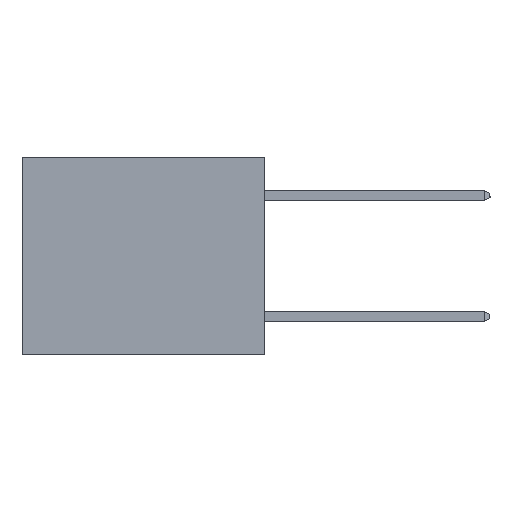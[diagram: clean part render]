
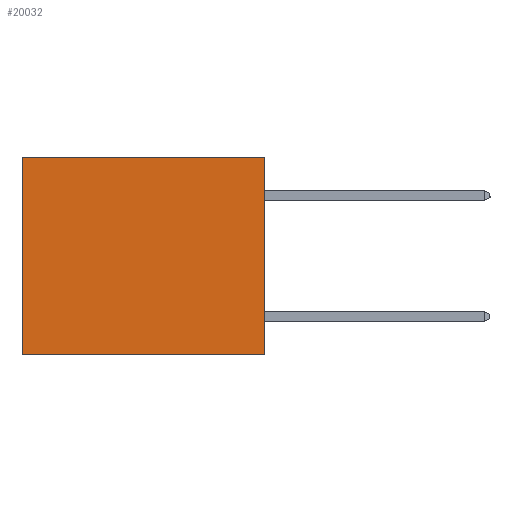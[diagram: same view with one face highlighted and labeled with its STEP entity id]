
A CAD part, left-side view. The second image highlights one B-rep face of the part: STEP entity #20032.
In plain terms, the highlighted planar face has unit normal (-1, 0, 0).
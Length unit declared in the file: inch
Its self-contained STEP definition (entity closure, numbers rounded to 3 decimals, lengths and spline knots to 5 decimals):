
#1241 = DIRECTION ( 'NONE',  ( 1., 0., 0. ) ) ;
#1567 = LINE ( 'NONE', #12774, #18189 ) ;
#1606 = CARTESIAN_POINT ( 'NONE',  ( 0.3165, 0.6, -0.49 ) ) ;
#1837 = LINE ( 'NONE', #16180, #12864 ) ;
#2894 = PLANE ( 'NONE',  #18631 ) ;
#3032 = DIRECTION ( 'NONE',  ( 0., 1., 0. ) ) ;
#5238 = VECTOR ( 'NONE', #3032, 39.37008 ) ;
#5599 = VECTOR ( 'NONE', #15698, 39.37008 ) ;
#6221 = VERTEX_POINT ( 'NONE', #14124 ) ;
#6877 = EDGE_CURVE ( 'NONE', #13715, #8840, #18804, .T. ) ;
#7229 = EDGE_CURVE ( 'NONE', #6221, #13715, #1837, .T. ) ;
#7750 = CARTESIAN_POINT ( 'NONE',  ( 0.3165, 0., -0.49 ) ) ;
#8840 = VERTEX_POINT ( 'NONE', #1606 ) ;
#9301 = ORIENTED_EDGE ( 'NONE', *, *, #10809, .T. ) ;
#9726 = CARTESIAN_POINT ( 'NONE',  ( 0.3165, 0.6, 0. ) ) ;
#10299 = ORIENTED_EDGE ( 'NONE', *, *, #6877, .F. ) ;
#10809 = EDGE_CURVE ( 'NONE', #6221, #18044, #1567, .T. ) ;
#11278 = CARTESIAN_POINT ( 'NONE',  ( 0.3165, 0., -0.49 ) ) ;
#12774 = CARTESIAN_POINT ( 'NONE',  ( 0.3165, 0., 0. ) ) ;
#12844 = DIRECTION ( 'NONE',  ( 0., 1., 0. ) ) ;
#12860 = CARTESIAN_POINT ( 'NONE',  ( 0.3165, 0., -0.49 ) ) ;
#12864 = VECTOR ( 'NONE', #19470, 39.37008 ) ;
#13334 = FACE_OUTER_BOUND ( 'NONE', #16926, .T. ) ;
#13715 = VERTEX_POINT ( 'NONE', #7750 ) ;
#14124 = CARTESIAN_POINT ( 'NONE',  ( 0.3165, 0., 0. ) ) ;
#14621 = EDGE_CURVE ( 'NONE', #18044, #8840, #19684, .T. ) ;
#15123 = ORIENTED_EDGE ( 'NONE', *, *, #7229, .F. ) ;
#15698 = DIRECTION ( 'NONE',  ( 0., 0., -1. ) ) ;
#16180 = CARTESIAN_POINT ( 'NONE',  ( 0.3165, 0., -0.49 ) ) ;
#16926 = EDGE_LOOP ( 'NONE', ( #19165, #10299, #15123, #9301 ) ) ;
#17734 = DIRECTION ( 'NONE',  ( 0., 0., -1. ) ) ;
#18044 = VERTEX_POINT ( 'NONE', #9726 ) ;
#18189 = VECTOR ( 'NONE', #12844, 39.37008 ) ;
#18631 = AXIS2_PLACEMENT_3D ( 'NONE', #11278, #1241, #17734 ) ;
#18804 = LINE ( 'NONE', #12860, #5238 ) ;
#19147 = CARTESIAN_POINT ( 'NONE',  ( 0.3165, 0.6, -0.49 ) ) ;
#19165 = ORIENTED_EDGE ( 'NONE', *, *, #14621, .T. ) ;
#19470 = DIRECTION ( 'NONE',  ( 0., 0., -1. ) ) ;
#19684 = LINE ( 'NONE', #19147, #5599 ) ;
#20032 = ADVANCED_FACE ( 'NONE', ( #13334 ), #2894, .F. ) ;
